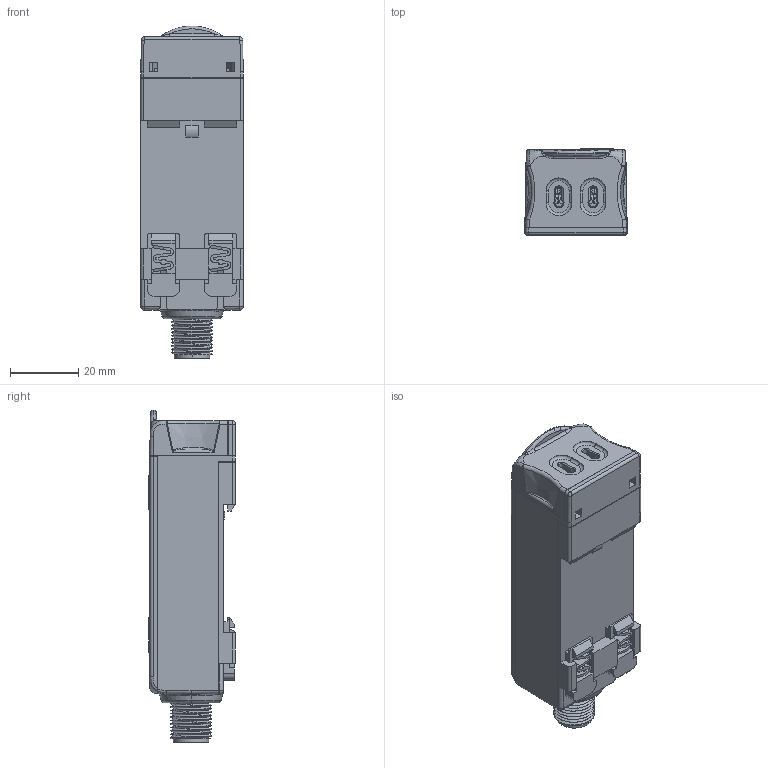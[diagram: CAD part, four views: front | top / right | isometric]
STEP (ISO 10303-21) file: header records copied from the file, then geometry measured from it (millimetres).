
FILE_DESCRIPTION((''),'2;1');
FILE_NAME('141700_ASM','2023-04-28T12:39:15',('banengservice'),('BANNER ENGINEERING'),'CREO PARAMETRIC BY PTC INC, 2022414','CREO PARAMETRIC BY PTC INC, 2022414','');
FILE_SCHEMA(('CONFIG_CONTROL_DESIGN'));
Products named in the file (12): 57850_AF0; 57907_AF0; 57907_AF1; 57821_AF0; 57906_AF0; 57822_AF0; 57819; 30393_AF0; 30393_AF1; 41089_AF0; 58020_WEB_AF1_ASM; 141700_ASM
Assembly tree (11 placements, depth 3):
  141700_ASM
    58020_WEB_AF1_ASM
      57850_AF0
      57907_AF0
      57907_AF1
      57821_AF0
      57906_AF0
      57822_AF0
      57819
      30393_AF0
      30393_AF1
      41089_AF0
Bounding box: 30 x 25.34 x 97.13 mm (x, y, z)
Volume: 20720 mm3; surface area: 30757.3 mm2
Topology: 10 solids, 10 shells, 1092 faces, 2843 edges, 1794 vertices
Faces by surface type: plane 620, cylinder 275, bspline 81, cone 50, torus 32, extrusion 30, sphere 4
Entity records: 42131 total; most frequent: CARTESIAN_POINT 15617, ORIENTED_EDGE 5654, DIRECTION 5145, EDGE_CURVE 2827, VECTOR 1921, LINE 1891, VERTEX_POINT 1794, AXIS2_PLACEMENT_3D 1612
